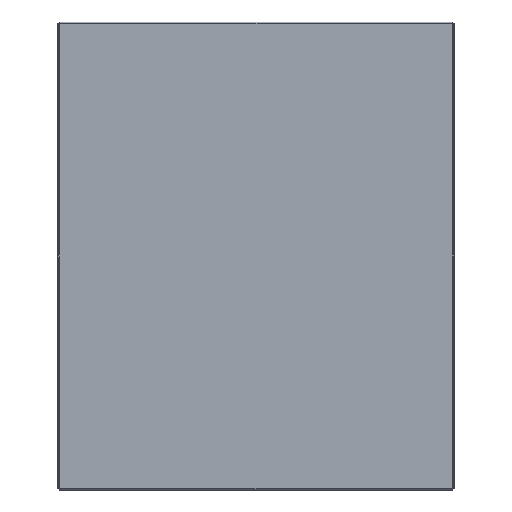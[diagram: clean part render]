
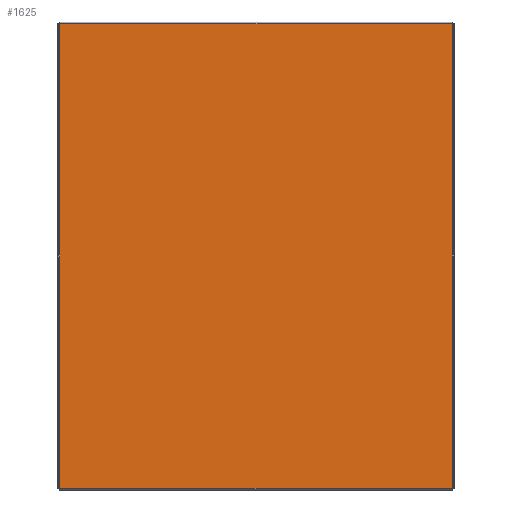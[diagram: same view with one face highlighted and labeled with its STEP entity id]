
A CAD part, front view. The second image highlights one B-rep face of the part: STEP entity #1625.
In plain terms, the highlighted planar face has unit normal (0, -1, 0).
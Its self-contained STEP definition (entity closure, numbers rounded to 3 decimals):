
#108 = VERTEX_POINT ( 'NONE', #2700 ) ;
#300 = CARTESIAN_POINT ( 'NONE',  ( 0., -1.2, 0. ) ) ;
#301 = CARTESIAN_POINT ( 'NONE',  ( 250.8, -1.2, 296.8 ) ) ;
#421 = ORIENTED_EDGE ( 'NONE', *, *, #2410, .F. ) ;
#506 = FACE_OUTER_BOUND ( 'NONE', #529, .T. ) ;
#529 = EDGE_LOOP ( 'NONE', ( #421, #1479, #635, #923 ) ) ;
#536 = DIRECTION ( 'NONE',  ( 0., 0., 1. ) ) ;
#635 = ORIENTED_EDGE ( 'NONE', *, *, #2680, .F. ) ;
#655 = DIRECTION ( 'NONE',  ( -1., 0., 0. ) ) ;
#859 = EDGE_CURVE ( 'NONE', #1507, #1451, #1963, .T. ) ;
#893 = VECTOR ( 'NONE', #2613, 1000. ) ;
#923 = ORIENTED_EDGE ( 'NONE', *, *, #1341, .F. ) ;
#941 = CARTESIAN_POINT ( 'NONE',  ( -250.8, -1.2, -296.8 ) ) ;
#1020 = DIRECTION ( 'NONE',  ( 0., 1., 0. ) ) ;
#1048 = VECTOR ( 'NONE', #1389, 1000. ) ;
#1341 = EDGE_CURVE ( 'NONE', #108, #2439, #1431, .T. ) ;
#1389 = DIRECTION ( 'NONE',  ( 1., 0., 0. ) ) ;
#1431 = LINE ( 'NONE', #2440, #1639 ) ;
#1451 = VERTEX_POINT ( 'NONE', #301 ) ;
#1479 = ORIENTED_EDGE ( 'NONE', *, *, #859, .F. ) ;
#1507 = VERTEX_POINT ( 'NONE', #2346 ) ;
#1625 = ADVANCED_FACE ( 'NONE', ( #506 ), #2364, .F. ) ;
#1639 = VECTOR ( 'NONE', #655, 1000. ) ;
#1651 = DIRECTION ( 'NONE',  ( 0., 0., -1. ) ) ;
#1882 = LINE ( 'NONE', #2198, #893 ) ;
#1963 = LINE ( 'NONE', #2696, #1048 ) ;
#1989 = LINE ( 'NONE', #2105, #2139 ) ;
#2105 = CARTESIAN_POINT ( 'NONE',  ( 250.8, -1.2, 296.8 ) ) ;
#2139 = VECTOR ( 'NONE', #1651, 1000. ) ;
#2198 = CARTESIAN_POINT ( 'NONE',  ( -250.8, -1.2, -296.8 ) ) ;
#2346 = CARTESIAN_POINT ( 'NONE',  ( -250.8, -1.2, 296.8 ) ) ;
#2364 = PLANE ( 'NONE',  #2856 ) ;
#2410 = EDGE_CURVE ( 'NONE', #1451, #108, #1989, .T. ) ;
#2439 = VERTEX_POINT ( 'NONE', #941 ) ;
#2440 = CARTESIAN_POINT ( 'NONE',  ( 253., -1.2, -296.8 ) ) ;
#2613 = DIRECTION ( 'NONE',  ( 0., 0., 1. ) ) ;
#2680 = EDGE_CURVE ( 'NONE', #2439, #1507, #1882, .T. ) ;
#2696 = CARTESIAN_POINT ( 'NONE',  ( 253., -1.2, 296.8 ) ) ;
#2700 = CARTESIAN_POINT ( 'NONE',  ( 250.8, -1.2, -296.8 ) ) ;
#2856 = AXIS2_PLACEMENT_3D ( 'NONE', #300, #1020, #536 ) ;
